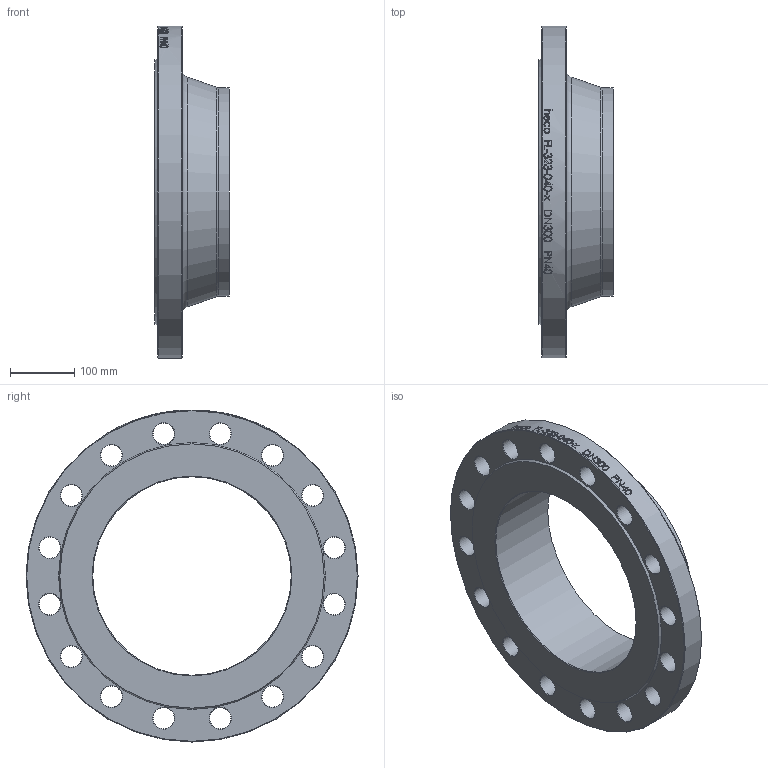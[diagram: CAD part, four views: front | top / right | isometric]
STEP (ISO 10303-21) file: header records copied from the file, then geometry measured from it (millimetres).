
FILE_DESCRIPTION (( 'STEP AP214' ), '1' );
FILE_NAME ('FL-323-040-x Vorschweissflansch PN40 DN300 iso DIN2635 2009.STEP', '2020-09-28T10:28:07', ( '' ), ( '' ), 'SwSTEP 2.0', 'SolidWorks 2019', '' );
FILE_SCHEMA (( 'AUTOMOTIVE_DESIGN' ));
Length unit declared in the file: millimetre
Products named in the file (1): FL-323-040-x Vorschweissflansch PN40 DN300 iso DIN2635 2009
Bounding box: 115 x 515 x 515 mm (x, y, z)
Volume: 5954645.9 mm3; surface area: 533984.3 mm2
Topology: 1 solids, 1 shells, 98 faces, 423 edges, 365 vertices
Faces by surface type: cylinder 55, cone 37, plane 4, torus 2
Full cylindrical faces by diameter (mm): 33 x16, 307.9 x1, 323.9 x1, 515 x1
Entity records: 11785 total; most frequent: CARTESIAN_POINT 8282, ORIENTED_EDGE 694, DIRECTION 520, VERTEX_POINT 347, EDGE_CURVE 347, AXIS2_PLACEMENT_3D 237, EDGE_LOOP 228, B_SPLINE_CURVE_WITH_KNOTS 163
